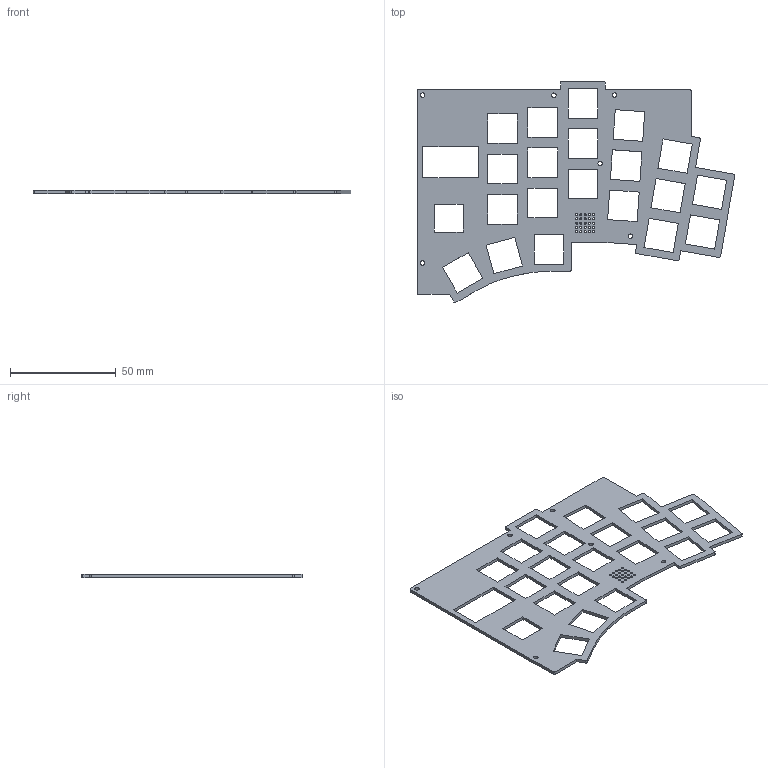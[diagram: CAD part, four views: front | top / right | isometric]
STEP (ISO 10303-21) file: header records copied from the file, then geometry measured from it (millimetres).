
FILE_DESCRIPTION(/* description */ (''),/* implementation_level */ '2;1');
FILE_NAME(/* name */ 'konradACR.step',/* time_stamp */ '2022-08-16T01:12:47+02:00',/* author */ (''),/* organization */ (''),/* preprocessor_version */ 'ST-DEVELOPER v19',/* originating_system */ 'Autodesk Translation Framework v11.7.0.108',/* authorisation */ '');
FILE_SCHEMA (('AUTOMOTIVE_DESIGN { 1 0 10303 214 3 1 1 }'));
Length unit declared in the file: millimetre
Products named in the file (1): KLORplates
Bounding box: 150.27 x 104.8 x 1.5 mm (x, y, z)
Volume: 10900.7 mm3; surface area: 17360.8 mm2
Topology: 1 solids, 1 shells, 162 faces, 480 edges, 320 vertices
Faces by surface type: plane 113, bspline 49
Entity records: 6956 total; most frequent: CARTESIAN_POINT 2708, ORIENTED_EDGE 960, DIRECTION 614, EDGE_CURVE 480, LINE 382, VECTOR 382, VERTEX_POINT 320, EDGE_LOOP 268
